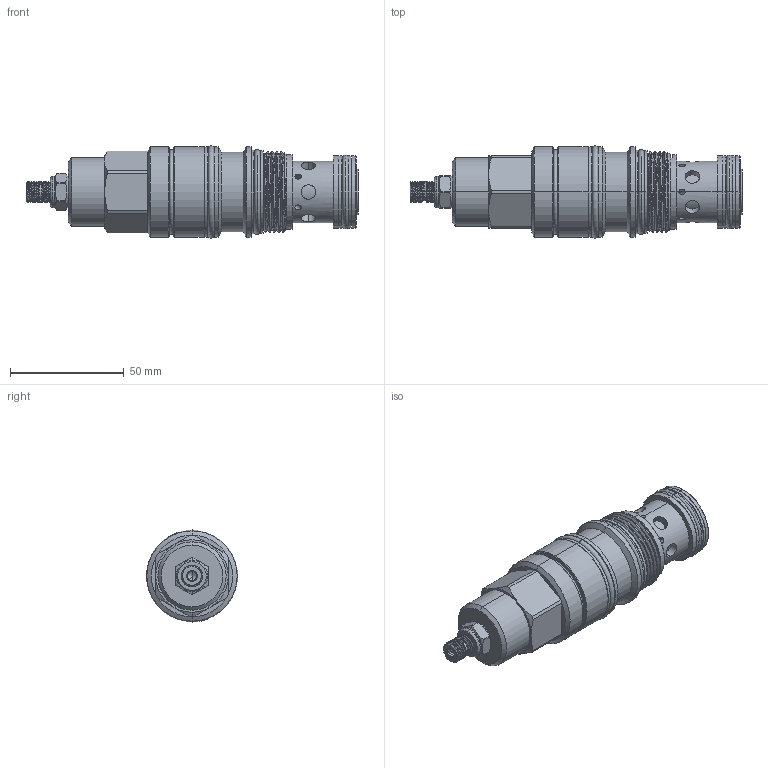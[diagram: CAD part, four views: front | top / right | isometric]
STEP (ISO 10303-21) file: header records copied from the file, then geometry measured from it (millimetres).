
FILE_DESCRIPTION (( 'STEP AP203' ), '1' );
FILE_NAME ('SC17A20-L.STEP', '2020-03-25T03:17:33', ( '' ), ( '' ), 'SwSTEP 2.0', 'SolidWorks 2018', '' );
FILE_SCHEMA (( 'CONFIG_CONTROL_DESIGN' ));
Length unit declared in the file: millimetre
Products named in the file (1): SC17A20-L
Bounding box: 145.75 x 40.39 x 40.39 mm (x, y, z)
Volume: 112380.4 mm3; surface area: 29285.2 mm2
Topology: 8 solids, 9 shells, 368 faces, 854 edges, 522 vertices
Faces by surface type: cylinder 172, plane 78, cone 64, torus 44, bspline 9, sphere 1
Entity records: 18974 total; most frequent: CARTESIAN_POINT 10763, DIRECTION 1719, ORIENTED_EDGE 1700, EDGE_CURVE 850, AXIS2_PLACEMENT_3D 722, VERTEX_POINT 521, EDGE_LOOP 411, FACE_OUTER_BOUND 368
